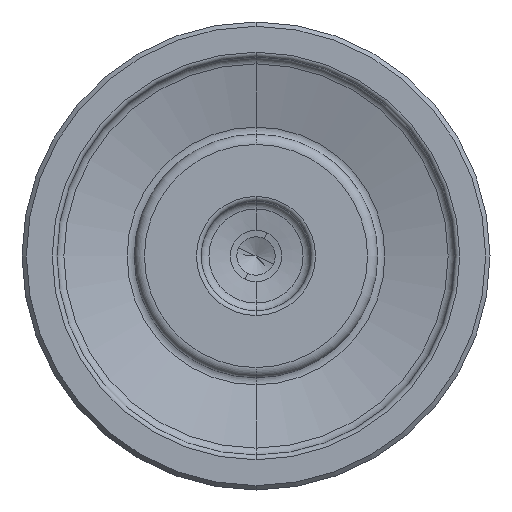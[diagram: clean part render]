
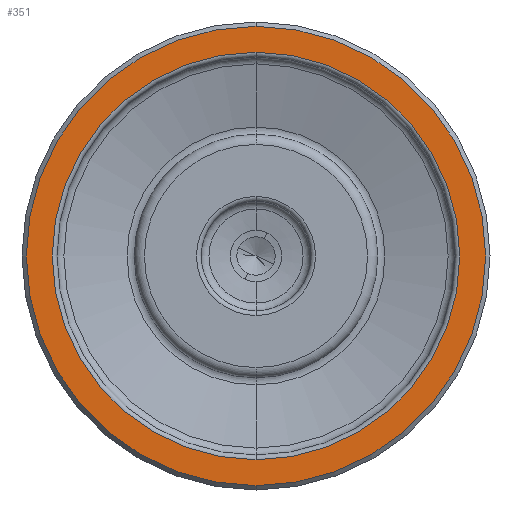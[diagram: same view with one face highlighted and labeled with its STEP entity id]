
A CAD part, front view. The second image highlights one B-rep face of the part: STEP entity #351.
In plain terms, the highlighted planar face has unit normal (0, -1, 0).
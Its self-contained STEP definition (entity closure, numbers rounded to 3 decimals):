
#91 = DIRECTION ( 'NONE',  ( 0., 0., -1. ) ) ;
#152 = DIRECTION ( 'NONE',  ( 0., 1., 0. ) ) ;
#245 = EDGE_CURVE ( 'NONE', #2121, #1871, #818, .T. ) ;
#303 = EDGE_LOOP ( 'NONE', ( #2218, #2045 ) ) ;
#317 = FACE_OUTER_BOUND ( 'NONE', #303, .T. ) ;
#351 = ADVANCED_FACE ( 'NONE', ( #317, #1693 ), #649, .T. ) ;
#382 = EDGE_LOOP ( 'NONE', ( #1186, #1994 ) ) ;
#451 = CARTESIAN_POINT ( 'NONE',  ( 21.25, 0.706, 0. ) ) ;
#472 = CARTESIAN_POINT ( 'NONE',  ( 0., 0.706, -24.517 ) ) ;
#649 = PLANE ( 'NONE',  #2285 ) ;
#682 = VERTEX_POINT ( 'NONE', #781 ) ;
#684 = DIRECTION ( 'NONE',  ( 0., 1., 0. ) ) ;
#781 = CARTESIAN_POINT ( 'NONE',  ( 0., 0.706, 21.75 ) ) ;
#818 = CIRCLE ( 'NONE', #963, 24.517 ) ;
#849 = DIRECTION ( 'NONE',  ( 0., 0., -1. ) ) ;
#891 = AXIS2_PLACEMENT_3D ( 'NONE', #1870, #684, #2046 ) ;
#963 = AXIS2_PLACEMENT_3D ( 'NONE', #2425, #1251, #91 ) ;
#1024 = CARTESIAN_POINT ( 'NONE',  ( 0., 0.706, 0. ) ) ;
#1122 = VERTEX_POINT ( 'NONE', #2163 ) ;
#1186 = ORIENTED_EDGE ( 'NONE', *, *, #1414, .T. ) ;
#1226 = DIRECTION ( 'NONE',  ( 0., 0., -1. ) ) ;
#1251 = DIRECTION ( 'NONE',  ( 0., -1., 0. ) ) ;
#1266 = CIRCLE ( 'NONE', #2470, 21.75 ) ;
#1316 = CARTESIAN_POINT ( 'NONE',  ( 0., 0.706, 0. ) ) ;
#1345 = CARTESIAN_POINT ( 'NONE',  ( 0., 0.706, 24.517 ) ) ;
#1414 = EDGE_CURVE ( 'NONE', #1122, #682, #1641, .T. ) ;
#1508 = DIRECTION ( 'NONE',  ( 0., 0., -1. ) ) ;
#1593 = EDGE_CURVE ( 'NONE', #682, #1122, #1266, .T. ) ;
#1641 = CIRCLE ( 'NONE', #891, 21.75 ) ;
#1693 = FACE_BOUND ( 'NONE', #382, .T. ) ;
#1815 = CIRCLE ( 'NONE', #2007, 24.517 ) ;
#1870 = CARTESIAN_POINT ( 'NONE',  ( 0., 0.706, 0. ) ) ;
#1871 = VERTEX_POINT ( 'NONE', #472 ) ;
#1994 = ORIENTED_EDGE ( 'NONE', *, *, #1593, .T. ) ;
#2007 = AXIS2_PLACEMENT_3D ( 'NONE', #1024, #2396, #1226 ) ;
#2016 = DIRECTION ( 'NONE',  ( 0., -1., 0. ) ) ;
#2045 = ORIENTED_EDGE ( 'NONE', *, *, #2397, .T. ) ;
#2046 = DIRECTION ( 'NONE',  ( 0., 0., -1. ) ) ;
#2121 = VERTEX_POINT ( 'NONE', #1345 ) ;
#2163 = CARTESIAN_POINT ( 'NONE',  ( 0., 0.706, -21.75 ) ) ;
#2218 = ORIENTED_EDGE ( 'NONE', *, *, #245, .T. ) ;
#2285 = AXIS2_PLACEMENT_3D ( 'NONE', #451, #2016, #849 ) ;
#2396 = DIRECTION ( 'NONE',  ( 0., -1., 0. ) ) ;
#2397 = EDGE_CURVE ( 'NONE', #1871, #2121, #1815, .T. ) ;
#2425 = CARTESIAN_POINT ( 'NONE',  ( 0., 0.706, 0. ) ) ;
#2470 = AXIS2_PLACEMENT_3D ( 'NONE', #1316, #152, #1508 ) ;
